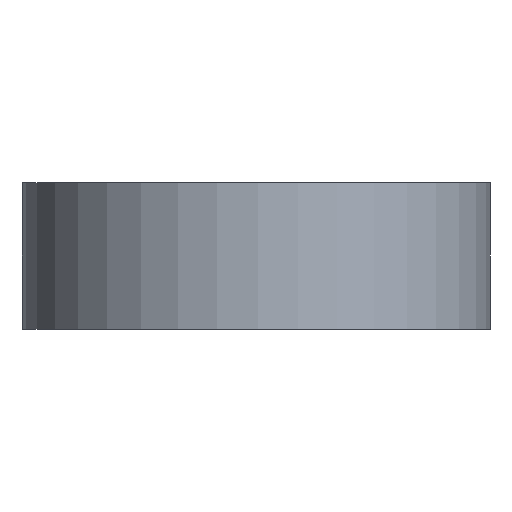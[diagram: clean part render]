
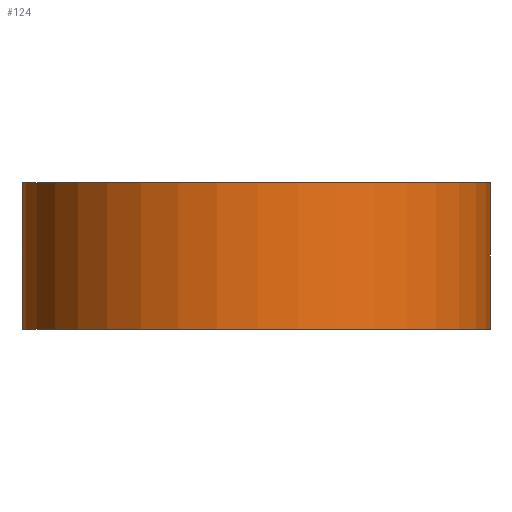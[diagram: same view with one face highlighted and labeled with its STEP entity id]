
A CAD part, front view. The second image highlights one B-rep face of the part: STEP entity #124.
In plain terms, the highlighted cylindrical face has radius 8 mm (diameter 16 mm), a partial arc.
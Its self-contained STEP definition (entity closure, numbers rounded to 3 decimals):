
#17=CIRCLE('',#155,8.);
#18=CIRCLE('',#156,8.);
#21=CYLINDRICAL_SURFACE('',#154,8.);
#26=FACE_OUTER_BOUND('',#33,.T.);
#33=EDGE_LOOP('',(#98,#99,#100,#101));
#42=LINE('',#206,#53);
#44=LINE('',#212,#55);
#53=VECTOR('',#169,10.);
#55=VECTOR('',#173,10.);
#62=VERTEX_POINT('',#200);
#64=VERTEX_POINT('',#204);
#65=VERTEX_POINT('',#208);
#67=VERTEX_POINT('',#211);
#74=EDGE_CURVE('',#62,#64,#42,.T.);
#76=EDGE_CURVE('',#67,#65,#44,.T.);
#81=EDGE_CURVE('',#62,#65,#17,.T.);
#82=EDGE_CURVE('',#64,#67,#18,.T.);
#98=ORIENTED_EDGE('',*,*,#76,.T.);
#99=ORIENTED_EDGE('',*,*,#81,.F.);
#100=ORIENTED_EDGE('',*,*,#74,.T.);
#101=ORIENTED_EDGE('',*,*,#82,.T.);
#124=ADVANCED_FACE('',(#26),#21,.T.);
#154=AXIS2_PLACEMENT_3D('',#219,#180,#181);
#155=AXIS2_PLACEMENT_3D('',#220,#182,#183);
#156=AXIS2_PLACEMENT_3D('',#221,#184,#185);
#169=DIRECTION('',(0.,0.,-1.));
#173=DIRECTION('',(0.,0.,1.));
#180=DIRECTION('center_axis',(0.,0.,1.));
#181=DIRECTION('ref_axis',(-0.901,-0.433,0.));
#182=DIRECTION('center_axis',(0.,0.,1.));
#183=DIRECTION('ref_axis',(1.,0.,0.));
#184=DIRECTION('center_axis',(0.,0.,1.));
#185=DIRECTION('ref_axis',(1.,0.,0.));
#200=CARTESIAN_POINT('',(5.,6.245,5.));
#204=CARTESIAN_POINT('',(5.,6.245,0.));
#206=CARTESIAN_POINT('',(5.,6.245,0.));
#208=CARTESIAN_POINT('',(8.,0.,5.));
#211=CARTESIAN_POINT('',(8.,0.,0.));
#212=CARTESIAN_POINT('',(8.,0.,0.));
#219=CARTESIAN_POINT('Origin',(0.,0.,0.));
#220=CARTESIAN_POINT('Origin',(0.,0.,5.));
#221=CARTESIAN_POINT('Origin',(0.,0.,0.));
